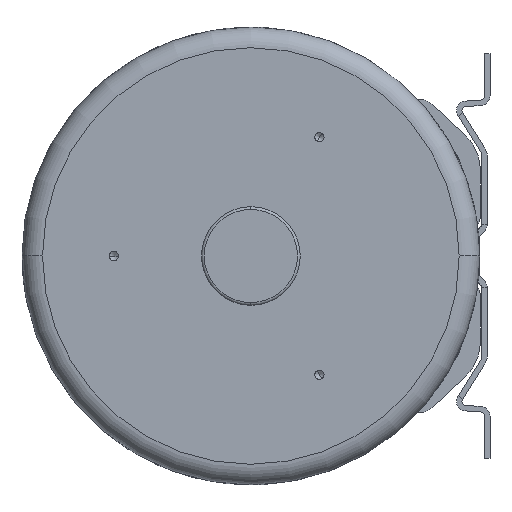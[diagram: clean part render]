
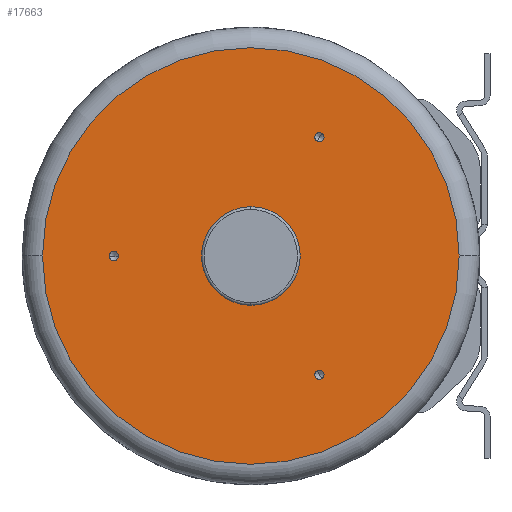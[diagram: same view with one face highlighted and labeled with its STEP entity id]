
A CAD part, left-side view. The second image highlights one B-rep face of the part: STEP entity #17663.
In plain terms, the highlighted planar face has unit normal (-1, 0, 0).
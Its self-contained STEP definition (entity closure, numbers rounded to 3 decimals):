
#6313=CARTESIAN_POINT('',(-97.,0.,0.));
#6314=DIRECTION('',(-1.,0.,0.));
#6315=DIRECTION('',(0.,0.,1.));
#6316=AXIS2_PLACEMENT_3D('',#6313,#6314,#6315);
#6318=CARTESIAN_POINT('',(-97.,0.,0.));
#6319=DIRECTION('',(-1.,0.,0.));
#6320=DIRECTION('',(0.,0.,-1.));
#6321=AXIS2_PLACEMENT_3D('',#6318,#6319,#6320);
#6323=CARTESIAN_POINT('',(-97.,100.,0.));
#6324=DIRECTION('',(-1.,0.,0.));
#6325=DIRECTION('',(0.,1.,0.));
#6326=AXIS2_PLACEMENT_3D('',#6323,#6324,#6325);
#6328=CARTESIAN_POINT('',(-97.,100.,0.));
#6329=DIRECTION('',(-1.,0.,0.));
#6330=DIRECTION('',(0.,-1.,0.));
#6331=AXIS2_PLACEMENT_3D('',#6328,#6329,#6330);
#6333=CARTESIAN_POINT('',(-97.,-50.,86.603));
#6334=DIRECTION('',(-1.,0.,0.));
#6335=DIRECTION('',(0.,-0.5,0.866));
#6336=AXIS2_PLACEMENT_3D('',#6333,#6334,#6335);
#6338=CARTESIAN_POINT('',(-97.,-50.,86.603));
#6339=DIRECTION('',(-1.,0.,0.));
#6340=DIRECTION('',(0.,0.5,-0.866));
#6341=AXIS2_PLACEMENT_3D('',#6338,#6339,#6340);
#6343=CARTESIAN_POINT('',(-97.,-50.,-86.603));
#6344=DIRECTION('',(-1.,0.,0.));
#6345=DIRECTION('',(0.,-0.5,-0.866));
#6346=AXIS2_PLACEMENT_3D('',#6343,#6344,#6345);
#6348=CARTESIAN_POINT('',(-97.,-50.,-86.603));
#6349=DIRECTION('',(-1.,0.,0.));
#6350=DIRECTION('',(0.,0.5,0.866));
#6351=AXIS2_PLACEMENT_3D('',#6348,#6349,#6350);
#6353=CARTESIAN_POINT('',(-97.,0.,0.));
#6354=DIRECTION('',(-1.,0.,0.));
#6355=DIRECTION('',(0.,1.,0.));
#6356=AXIS2_PLACEMENT_3D('',#6353,#6354,#6355);
#6358=CARTESIAN_POINT('',(-97.,0.,0.));
#6359=DIRECTION('',(-1.,0.,0.));
#6360=DIRECTION('',(0.,-1.,0.));
#6361=AXIS2_PLACEMENT_3D('',#6358,#6359,#6360);
#8112=CARTESIAN_POINT('',(-97.,103.4,0.));
#8113=CARTESIAN_POINT('',(-97.,96.6,0.));
#8114=VERTEX_POINT('',#8112);
#8115=VERTEX_POINT('',#8113);
#8122=CARTESIAN_POINT('',(-97.,-51.7,89.547));
#8123=CARTESIAN_POINT('',(-97.,-48.3,83.658));
#8124=VERTEX_POINT('',#8122);
#8125=VERTEX_POINT('',#8123);
#8132=CARTESIAN_POINT('',(-97.,-51.7,-89.547));
#8133=CARTESIAN_POINT('',(-97.,-48.3,-83.658));
#8134=VERTEX_POINT('',#8132);
#8135=VERTEX_POINT('',#8133);
#8156=CARTESIAN_POINT('',(-97.,0.,36.));
#8157=CARTESIAN_POINT('',(-97.,0.,-36.));
#8158=VERTEX_POINT('',#8156);
#8159=VERTEX_POINT('',#8157);
#8672=CARTESIAN_POINT('',(-97.,152.,0.));
#8673=CARTESIAN_POINT('',(-97.,-152.,0.));
#8674=VERTEX_POINT('',#8672);
#8675=VERTEX_POINT('',#8673);
#17629=CARTESIAN_POINT('',(-97.,0.,0.));
#17630=DIRECTION('',(1.,0.,0.));
#17631=DIRECTION('',(0.,-1.,0.));
#17632=AXIS2_PLACEMENT_3D('',#17629,#17630,#17631);
#17633=PLANE('',#17632);
#17635=ORIENTED_EDGE('',*,*,#17634,.F.);
#17636=ORIENTED_EDGE('',*,*,#17619,.F.);
#17637=EDGE_LOOP('',(#17635,#17636));
#17638=FACE_OUTER_BOUND('',#17637,.F.);
#17640=ORIENTED_EDGE('',*,*,#17639,.T.);
#17642=ORIENTED_EDGE('',*,*,#17641,.T.);
#17643=EDGE_LOOP('',(#17640,#17642));
#17644=FACE_BOUND('',#17643,.F.);
#17646=ORIENTED_EDGE('',*,*,#17645,.T.);
#17648=ORIENTED_EDGE('',*,*,#17647,.T.);
#17649=EDGE_LOOP('',(#17646,#17648));
#17650=FACE_BOUND('',#17649,.F.);
#17652=ORIENTED_EDGE('',*,*,#17651,.T.);
#17654=ORIENTED_EDGE('',*,*,#17653,.T.);
#17655=EDGE_LOOP('',(#17652,#17654));
#17656=FACE_BOUND('',#17655,.F.);
#17658=ORIENTED_EDGE('',*,*,#17657,.T.);
#17660=ORIENTED_EDGE('',*,*,#17659,.T.);
#17661=EDGE_LOOP('',(#17658,#17660));
#17662=FACE_BOUND('',#17661,.F.);
#17663=ADVANCED_FACE('',(#17638,#17644,#17650,#17656,#17662),#17633,.F.);
#6317=CIRCLE('',#6316,36.);
#6322=CIRCLE('',#6321,36.);
#6327=CIRCLE('',#6326,3.4);
#6332=CIRCLE('',#6331,3.4);
#6337=CIRCLE('',#6336,3.4);
#6342=CIRCLE('',#6341,3.4);
#6347=CIRCLE('',#6346,3.4);
#6352=CIRCLE('',#6351,3.4);
#6357=CIRCLE('',#6356,152.);
#6362=CIRCLE('',#6361,152.);
#17619=EDGE_CURVE('',#8675,#8674,#6362,.T.);
#17634=EDGE_CURVE('',#8674,#8675,#6357,.T.);
#17639=EDGE_CURVE('',#8114,#8115,#6327,.T.);
#17641=EDGE_CURVE('',#8115,#8114,#6332,.T.);
#17645=EDGE_CURVE('',#8124,#8125,#6337,.T.);
#17647=EDGE_CURVE('',#8125,#8124,#6342,.T.);
#17651=EDGE_CURVE('',#8134,#8135,#6347,.T.);
#17653=EDGE_CURVE('',#8135,#8134,#6352,.T.);
#17657=EDGE_CURVE('',#8158,#8159,#6317,.T.);
#17659=EDGE_CURVE('',#8159,#8158,#6322,.T.);
